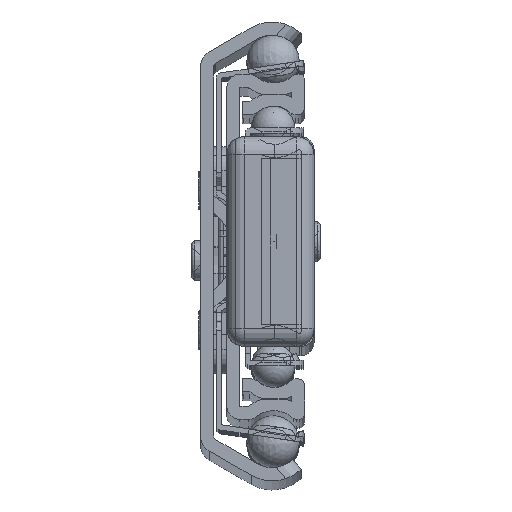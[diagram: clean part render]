
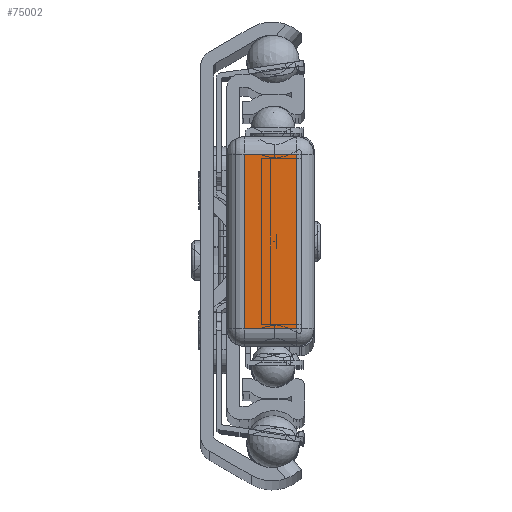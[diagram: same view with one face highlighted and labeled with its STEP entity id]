
A CAD part, top view. The second image highlights one B-rep face of the part: STEP entity #75002.
In plain terms, the highlighted planar face has unit normal (0, 0, 1).
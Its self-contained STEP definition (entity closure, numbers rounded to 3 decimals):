
#4376=PLANE('',#79525);
#7348=FACE_OUTER_BOUND('',#11226,.T.);
#11226=EDGE_LOOP('',(#50205,#50206,#50207,#50208));
#15358=LINE('',#107719,#20704);
#15360=LINE('',#107727,#20706);
#15362=LINE('',#107737,#20708);
#15364=LINE('',#107746,#20710);
#20704=VECTOR('',#87601,10.);
#20706=VECTOR('',#87609,10.);
#20708=VECTOR('',#87621,10.);
#20710=VECTOR('',#87633,10.);
#29154=VERTEX_POINT('',#107716);
#29155=VERTEX_POINT('',#107718);
#29158=VERTEX_POINT('',#107726);
#29161=VERTEX_POINT('',#107736);
#37282=EDGE_CURVE('',#29154,#29155,#15358,.T.);
#37286=EDGE_CURVE('',#29155,#29158,#15360,.T.);
#37291=EDGE_CURVE('',#29158,#29161,#15362,.T.);
#37296=EDGE_CURVE('',#29161,#29154,#15364,.T.);
#50205=ORIENTED_EDGE('',*,*,#37282,.F.);
#50206=ORIENTED_EDGE('',*,*,#37296,.F.);
#50207=ORIENTED_EDGE('',*,*,#37291,.F.);
#50208=ORIENTED_EDGE('',*,*,#37286,.F.);
#75002=ADVANCED_FACE('',(#7348),#4376,.T.);
#79525=AXIS2_PLACEMENT_3D('',#107760,#87655,#87656);
#87601=DIRECTION('',(0.,1.,0.));
#87609=DIRECTION('',(1.,0.,0.));
#87621=DIRECTION('',(0.,-1.,0.));
#87633=DIRECTION('',(-1.,0.,0.));
#87655=DIRECTION('center_axis',(0.,0.,
1.));
#87656=DIRECTION('ref_axis',(-1.,0.,0.));
#107716=CARTESIAN_POINT('',(-3.2,-10.,950.));
#107718=CARTESIAN_POINT('',(-3.2,10.,950.));
#107719=CARTESIAN_POINT('',(-3.2,-5.,950.));
#107726=CARTESIAN_POINT('',(2.8,10.,950.));
#107727=CARTESIAN_POINT('',(-1.7,10.,950.));
#107736=CARTESIAN_POINT('',(2.8,-10.,950.));
#107737=CARTESIAN_POINT('',(2.8,5.,950.));
#107746=CARTESIAN_POINT('',(1.3,-10.,950.));
#107760=CARTESIAN_POINT('Origin',(-0.2,0.,
950.));
